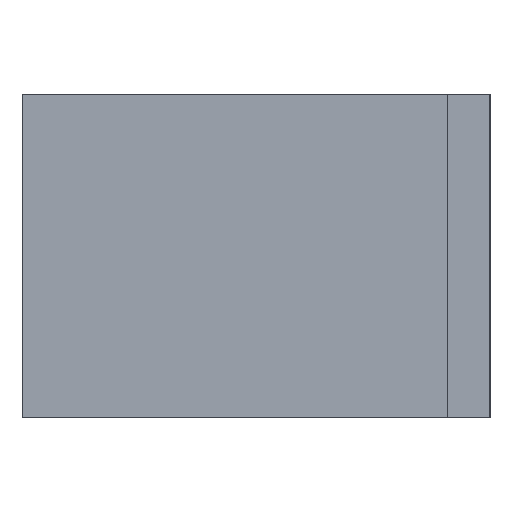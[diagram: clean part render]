
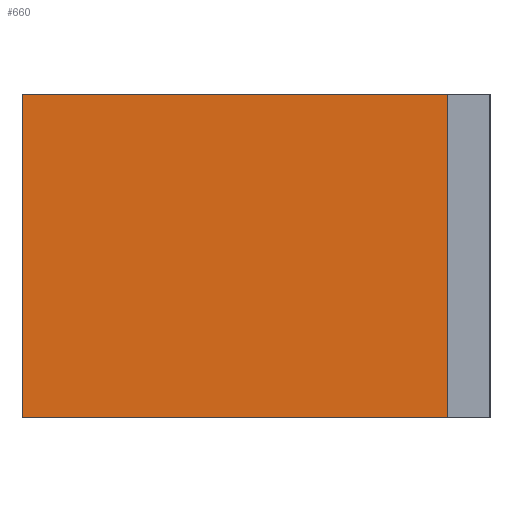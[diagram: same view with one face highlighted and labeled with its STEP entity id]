
A CAD part, left-side view. The second image highlights one B-rep face of the part: STEP entity #660.
In plain terms, the highlighted planar face has unit normal (-1, 0, 0).
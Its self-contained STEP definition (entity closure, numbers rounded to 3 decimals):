
#60 = CARTESIAN_POINT ( 'NONE',  ( 13., 55., -38. ) ) ;
#80 = ORIENTED_EDGE ( 'NONE', *, *, #1340, .F. ) ;
#85 = DIRECTION ( 'NONE',  ( 0., -1., 0. ) ) ;
#210 = LINE ( 'NONE', #1587, #985 ) ;
#220 = PLANE ( 'NONE',  #1141 ) ;
#297 = VECTOR ( 'NONE', #820, 1000. ) ;
#307 = CARTESIAN_POINT ( 'NONE',  ( 13., 45., 0. ) ) ;
#442 = LINE ( 'NONE', #1185, #1014 ) ;
#460 = LINE ( 'NONE', #307, #833 ) ;
#463 = CARTESIAN_POINT ( 'NONE',  ( 13., 55., 0. ) ) ;
#660 = ADVANCED_FACE ( 'NONE', ( #1354 ), #220, .T. ) ;
#713 = ORIENTED_EDGE ( 'NONE', *, *, #811, .F. ) ;
#727 = DIRECTION ( 'NONE',  ( -1., 0., 0. ) ) ;
#743 = VERTEX_POINT ( 'NONE', #907 ) ;
#760 = VERTEX_POINT ( 'NONE', #800 ) ;
#800 = CARTESIAN_POINT ( 'NONE',  ( 13., 5., -38. ) ) ;
#811 = EDGE_CURVE ( 'NONE', #743, #891, #1109, .T. ) ;
#818 = DIRECTION ( 'NONE',  ( 0., 0., -1. ) ) ;
#820 = DIRECTION ( 'NONE',  ( 0., 0., 1. ) ) ;
#833 = VECTOR ( 'NONE', #1060, 1000. ) ;
#891 = VERTEX_POINT ( 'NONE', #463 ) ;
#907 = CARTESIAN_POINT ( 'NONE',  ( 13., 55., -38. ) ) ;
#927 = EDGE_CURVE ( 'NONE', #743, #760, #210, .T. ) ;
#967 = ORIENTED_EDGE ( 'NONE', *, *, #1273, .F. ) ;
#985 = VECTOR ( 'NONE', #85, 1000. ) ;
#1014 = VECTOR ( 'NONE', #818, 1000. ) ;
#1060 = DIRECTION ( 'NONE',  ( 0., -1., 0. ) ) ;
#1109 = LINE ( 'NONE', #60, #297 ) ;
#1111 = CARTESIAN_POINT ( 'NONE',  ( 13., 45., 0. ) ) ;
#1141 = AXIS2_PLACEMENT_3D ( 'NONE', #1111, #727, #1617 ) ;
#1185 = CARTESIAN_POINT ( 'NONE',  ( 13., 5., 0. ) ) ;
#1273 = EDGE_CURVE ( 'NONE', #1625, #760, #442, .T. ) ;
#1340 = EDGE_CURVE ( 'NONE', #891, #1625, #460, .T. ) ;
#1354 = FACE_OUTER_BOUND ( 'NONE', #1556, .T. ) ;
#1548 = CARTESIAN_POINT ( 'NONE',  ( 13., 5., 0. ) ) ;
#1556 = EDGE_LOOP ( 'NONE', ( #967, #80, #713, #1635 ) ) ;
#1587 = CARTESIAN_POINT ( 'NONE',  ( 13., 45., -38. ) ) ;
#1617 = DIRECTION ( 'NONE',  ( 0., 0., 1. ) ) ;
#1625 = VERTEX_POINT ( 'NONE', #1548 ) ;
#1635 = ORIENTED_EDGE ( 'NONE', *, *, #927, .T. ) ;
